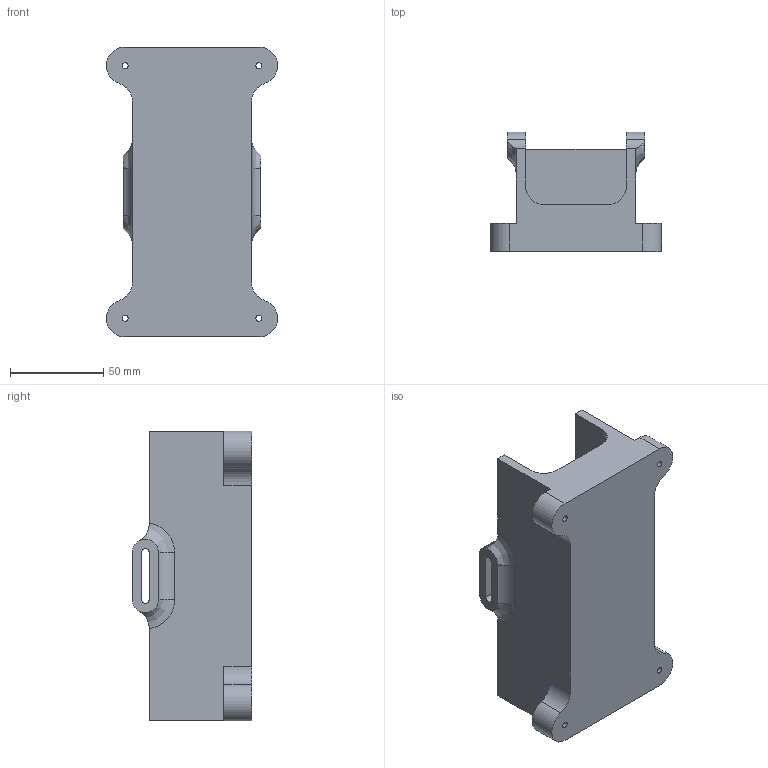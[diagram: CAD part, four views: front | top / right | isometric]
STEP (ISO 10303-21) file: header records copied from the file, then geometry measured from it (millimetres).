
FILE_DESCRIPTION (( 'STEP AP203' ), '1' );
FILE_NAME ('minitaur-battery-holder_Default_sldprt.STEP', '2016-11-29T01:07:00', ( 'Alexander' ), ( '' ), 'SwSTEP 2.0', 'SolidWorks 2015', '' );
FILE_SCHEMA (( 'CONFIG_CONTROL_DESIGN' ));
Length unit declared in the file: millimetre
Products named in the file (1): minitaur-battery-holder_Default_sldprt
Bounding box: 91.75 x 64 x 155.5 mm (x, y, z)
Volume: 168413.6 mm3; surface area: 67783.1 mm2
Topology: 1 solids, 1 shells, 94 faces, 260 edges, 172 vertices
Faces by surface type: plane 54, cylinder 34, bspline 6
Entity records: 3245 total; most frequent: CARTESIAN_POINT 723, ORIENTED_EDGE 520, DIRECTION 496, EDGE_CURVE 260, LINE 174, VECTOR 174, VERTEX_POINT 172, AXIS2_PLACEMENT_3D 161
